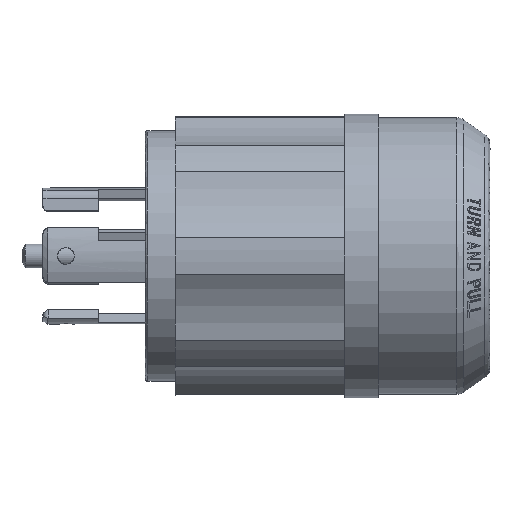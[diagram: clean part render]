
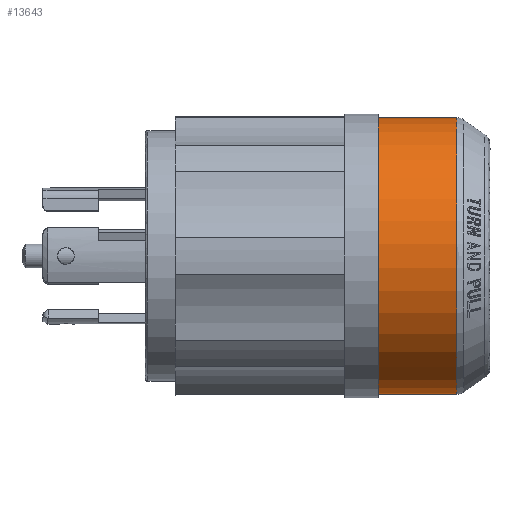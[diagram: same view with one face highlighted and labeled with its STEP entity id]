
A CAD part, front view. The second image highlights one B-rep face of the part: STEP entity #13643.
In plain terms, the highlighted cylindrical face has radius 27.584 mm (diameter 55.169 mm), a partial arc.
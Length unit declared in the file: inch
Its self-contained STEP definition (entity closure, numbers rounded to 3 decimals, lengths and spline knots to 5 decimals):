
#1320 = CARTESIAN_POINT ( 'NONE',  ( 4.01705, 0.047, 1.08498 ) ) ;
#1789 = VECTOR ( 'NONE', #5540, 39.37008 ) ;
#2812 = CARTESIAN_POINT ( 'NONE',  ( 3.75772, 0., 0. ) ) ;
#5540 = DIRECTION ( 'NONE',  ( -1., 0., 0. ) ) ;
#5866 = CIRCLE ( 'NONE', #20912, 1.086 ) ;
#6164 = FACE_OUTER_BOUND ( 'NONE', #35307, .T. ) ;
#6510 = CARTESIAN_POINT ( 'NONE',  ( 3.14205, 0.047, -1.08498 ) ) ;
#7337 = VECTOR ( 'NONE', #31559, 39.37008 ) ;
#7953 = CARTESIAN_POINT ( 'NONE',  ( 3.75772, 0.047, -1.08498 ) ) ;
#8835 = VERTEX_POINT ( 'NONE', #13057 ) ;
#9046 = CARTESIAN_POINT ( 'NONE',  ( 4.01705, 0.047, -1.08498 ) ) ;
#11781 = AXIS2_PLACEMENT_3D ( 'NONE', #35036, #16584, #22259 ) ;
#12952 = DIRECTION ( 'NONE',  ( 1., 0., 0. ) ) ;
#13057 = CARTESIAN_POINT ( 'NONE',  ( 3.75772, 0.047, 1.08498 ) ) ;
#13643 = ADVANCED_FACE ( 'NONE', ( #6164 ), #26556, .T. ) ;
#13857 = EDGE_CURVE ( 'NONE', #18075, #41859, #28061, .T. ) ;
#14303 = ORIENTED_EDGE ( 'NONE', *, *, #13857, .F. ) ;
#14512 = EDGE_CURVE ( 'NONE', #23502, #41859, #5866, .T. ) ;
#15434 = DIRECTION ( 'NONE',  ( 0., 0., 1. ) ) ;
#16584 = DIRECTION ( 'NONE',  ( -1., 0., 0. ) ) ;
#18075 = VERTEX_POINT ( 'NONE', #7953 ) ;
#20912 = AXIS2_PLACEMENT_3D ( 'NONE', #39667, #12952, #24217 ) ;
#22259 = DIRECTION ( 'NONE',  ( 0., 0., 1. ) ) ;
#23502 = VERTEX_POINT ( 'NONE', #34863 ) ;
#24107 = EDGE_CURVE ( 'NONE', #18075, #8835, #29298, .T. ) ;
#24217 = DIRECTION ( 'NONE',  ( 0., 0., 1. ) ) ;
#26556 = CYLINDRICAL_SURFACE ( 'NONE', #11781, 1.086 ) ;
#27814 = EDGE_CURVE ( 'NONE', #23502, #8835, #32918, .T. ) ;
#28061 = LINE ( 'NONE', #9046, #1789 ) ;
#28736 = ORIENTED_EDGE ( 'NONE', *, *, #14512, .T. ) ;
#29298 = CIRCLE ( 'NONE', #34393, 1.086 ) ;
#31559 = DIRECTION ( 'NONE',  ( 1., 0., 0. ) ) ;
#32918 = LINE ( 'NONE', #1320, #7337 ) ;
#33294 = ORIENTED_EDGE ( 'NONE', *, *, #27814, .F. ) ;
#34393 = AXIS2_PLACEMENT_3D ( 'NONE', #2812, #34464, #15434 ) ;
#34464 = DIRECTION ( 'NONE',  ( -1., 0., 0. ) ) ;
#34863 = CARTESIAN_POINT ( 'NONE',  ( 3.14205, 0.047, 1.08498 ) ) ;
#35036 = CARTESIAN_POINT ( 'NONE',  ( 3.14205, 0., 0. ) ) ;
#35307 = EDGE_LOOP ( 'NONE', ( #39205, #33294, #28736, #14303 ) ) ;
#39205 = ORIENTED_EDGE ( 'NONE', *, *, #24107, .T. ) ;
#39667 = CARTESIAN_POINT ( 'NONE',  ( 3.14205, 0., 0. ) ) ;
#41859 = VERTEX_POINT ( 'NONE', #6510 ) ;
